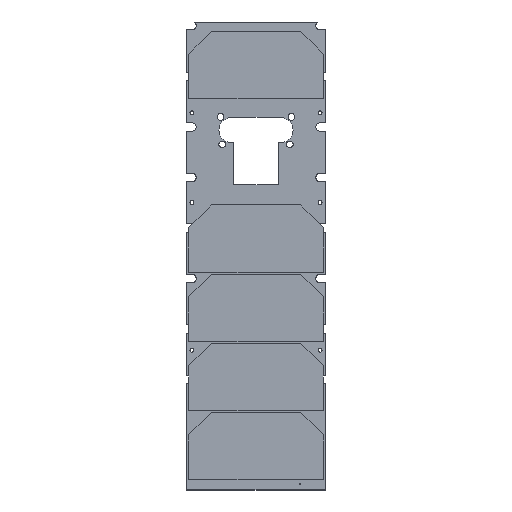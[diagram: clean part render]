
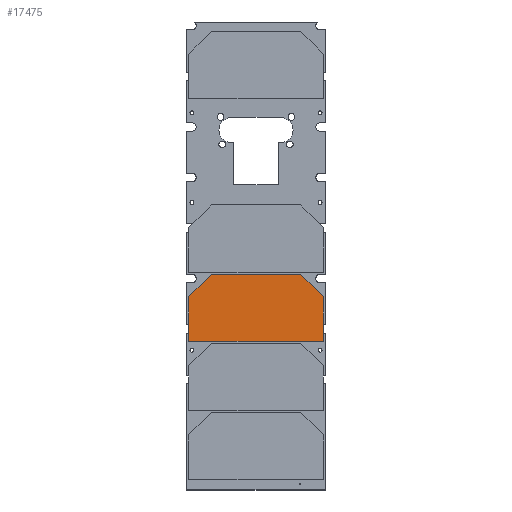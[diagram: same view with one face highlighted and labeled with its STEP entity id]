
A CAD part, top view. The second image highlights one B-rep face of the part: STEP entity #17475.
In plain terms, the highlighted planar face has unit normal (0, 0, 1).
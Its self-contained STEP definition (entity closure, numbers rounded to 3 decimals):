
#772=LINE('',#25325,#2973);
#776=LINE('',#25332,#2977);
#779=LINE('',#25338,#2980);
#782=LINE('',#25344,#2983);
#785=LINE('',#25350,#2986);
#787=LINE('',#25353,#2988);
#2973=VECTOR('',#20388,1000.);
#2977=VECTOR('',#20394,1000.);
#2980=VECTOR('',#20399,1000.);
#2983=VECTOR('',#20404,1000.);
#2986=VECTOR('',#20409,1000.);
#2988=VECTOR('',#20413,1000.);
#5044=PLANE('',#18661);
#6100=FACE_OUTER_BOUND('',#7249,.T.);
#7249=EDGE_LOOP('',(#12899,#12900,#12901,#12902,#12903,#12904));
#8677=VERTEX_POINT('',#25322);
#8678=VERTEX_POINT('',#25324);
#8680=VERTEX_POINT('',#25330);
#8682=VERTEX_POINT('',#25336);
#8684=VERTEX_POINT('',#25342);
#8686=VERTEX_POINT('',#25348);
#10154=EDGE_CURVE('',#8678,#8677,#772,.T.);
#10158=EDGE_CURVE('',#8677,#8680,#776,.T.);
#10161=EDGE_CURVE('',#8680,#8682,#779,.T.);
#10164=EDGE_CURVE('',#8682,#8684,#782,.T.);
#10167=EDGE_CURVE('',#8684,#8686,#785,.T.);
#10169=EDGE_CURVE('',#8686,#8678,#787,.T.);
#12899=ORIENTED_EDGE('',*,*,#10154,.T.);
#12900=ORIENTED_EDGE('',*,*,#10158,.T.);
#12901=ORIENTED_EDGE('',*,*,#10161,.T.);
#12902=ORIENTED_EDGE('',*,*,#10164,.T.);
#12903=ORIENTED_EDGE('',*,*,#10167,.T.);
#12904=ORIENTED_EDGE('',*,*,#10169,.T.);
#17475=ADVANCED_FACE('',(#6100),#5044,.T.);
#18661=AXIS2_PLACEMENT_3D('',#25354,#20414,#20415);
#20388=DIRECTION('',(0.,1.,0.));
#20394=DIRECTION('',(-0.707,0.707,0.));
#20399=DIRECTION('',(-1.,0.,0.));
#20404=DIRECTION('',(-0.707,-0.707,0.));
#20409=DIRECTION('',(0.,-1.,0.));
#20413=DIRECTION('',(1.,0.,0.));
#20414=DIRECTION('center_axis',(0.,0.,1.));
#20415=DIRECTION('ref_axis',(1.,0.,0.));
#25322=CARTESIAN_POINT('',(80.,26.595,0.28));
#25324=CARTESIAN_POINT('',(80.,0.095,0.28));
#25325=CARTESIAN_POINT('',(80.,0.095,0.28));
#25330=CARTESIAN_POINT('',(66.5,40.095,0.28));
#25332=CARTESIAN_POINT('',(80.,26.595,0.28));
#25336=CARTESIAN_POINT('',(13.5,40.095,0.28));
#25338=CARTESIAN_POINT('',(66.5,40.095,0.28));
#25342=CARTESIAN_POINT('',(0.,26.595,0.28));
#25344=CARTESIAN_POINT('',(0.,26.595,0.28));
#25348=CARTESIAN_POINT('',(0.,0.095,0.28));
#25350=CARTESIAN_POINT('',(0.,0.095,0.28));
#25353=CARTESIAN_POINT('',(0.,0.095,0.28));
#25354=CARTESIAN_POINT('Origin',(40.,7.7,0.28));
